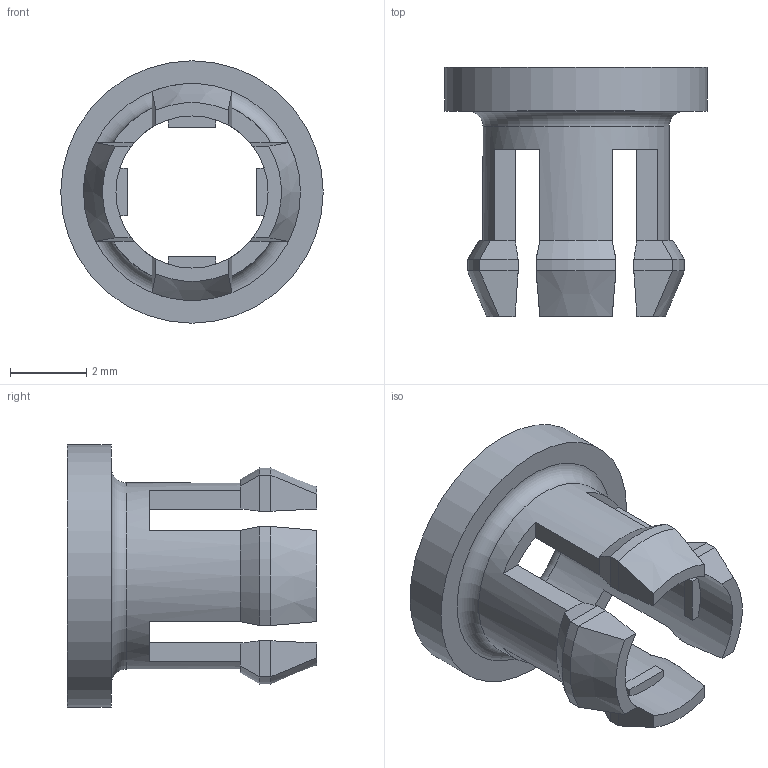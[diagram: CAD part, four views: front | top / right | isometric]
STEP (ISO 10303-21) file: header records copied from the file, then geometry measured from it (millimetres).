
FILE_DESCRIPTION(/* description */ (''),/* implementation_level */ '2;1');
FILE_NAME(/* name */ 'Bowden Coupler.step',/* time_stamp */ '2019-02-20T18:36:01-07:00',/* author */ (''),/* organization */ (''),/* preprocessor_version */ 'ST-DEVELOPER v17.2',/* originating_system */ 'Autodesk Translation Framework v7.6.0.251',/* authorisation */ '');
FILE_SCHEMA (('AUTOMOTIVE_DESIGN { 1 0 10303 214 3 1 1 }'));
Length unit declared in the file: millimetre
Products named in the file (2): (Unsaved); Bowden Coupler 1
Assembly tree (1 placements, depth 2):
  (Unsaved)
    Bowden Coupler 1
Bounding box: 6.9 x 6.55 x 6.9 mm (x, y, z)
Volume: 57.7 mm3; surface area: 223.8 mm2
Topology: 5 solids, 5 shells, 87 faces, 209 edges, 132 vertices
Faces by surface type: plane 66, cylinder 11, cone 8, torus 2
Full cylindrical faces by diameter (mm): 4 x1, 4.9 x1, 6.9 x1
Entity records: 2568 total; most frequent: CARTESIAN_POINT 463, DIRECTION 443, ORIENTED_EDGE 418, EDGE_CURVE 209, AXIS2_PLACEMENT_3D 160, VERTEX_POINT 132, LINE 123, VECTOR 123
